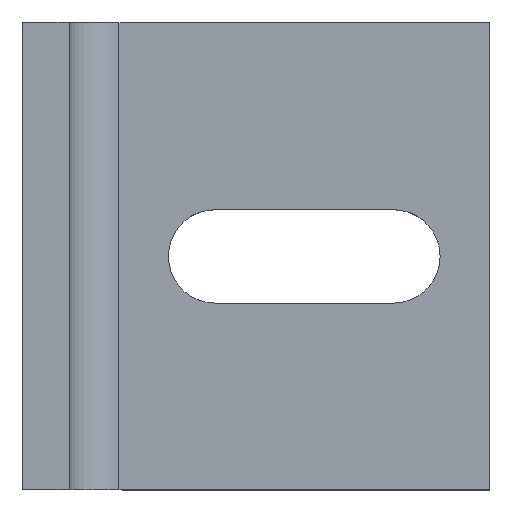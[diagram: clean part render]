
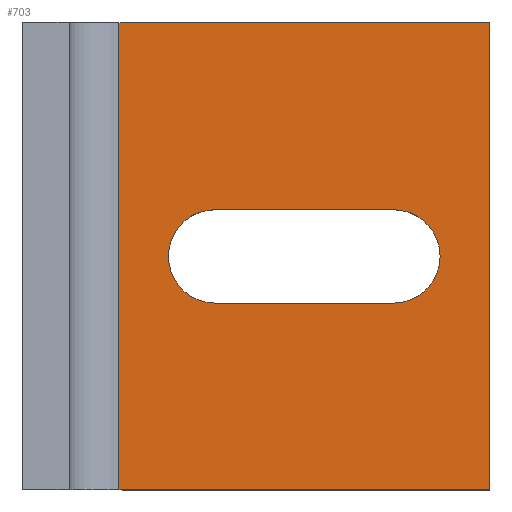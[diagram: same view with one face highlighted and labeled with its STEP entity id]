
A CAD part, top view. The second image highlights one B-rep face of the part: STEP entity #703.
In plain terms, the highlighted planar face has unit normal (0, 0, 1).
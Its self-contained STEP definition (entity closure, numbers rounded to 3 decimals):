
#4 = CARTESIAN_POINT ( 'NONE',  ( 12.375, 3., -32. ) ) ;
#6 = DIRECTION ( 'NONE',  ( 0., 0., 1. ) ) ;
#7 = EDGE_CURVE ( 'NONE', #324, #111, #83, .T. ) ;
#13 = CARTESIAN_POINT ( 'NONE',  ( 12.375, -3., -32. ) ) ;
#44 = CARTESIAN_POINT ( 'NONE',  ( 30., -15., -32. ) ) ;
#46 = DIRECTION ( 'NONE',  ( 1., 0., 0. ) ) ;
#54 = DIRECTION ( 'NONE',  ( 0., 0., 1. ) ) ;
#83 = LINE ( 'NONE', #44, #723 ) ;
#84 = EDGE_CURVE ( 'NONE', #740, #388, #457, .T. ) ;
#102 = CARTESIAN_POINT ( 'NONE',  ( 6.2, -15., -32. ) ) ;
#107 = EDGE_LOOP ( 'NONE', ( #238, #657, #336, #368, #649 ) ) ;
#111 = VERTEX_POINT ( 'NONE', #528 ) ;
#117 = VERTEX_POINT ( 'NONE', #232 ) ;
#123 = DIRECTION ( 'NONE',  ( -1., 0., 0. ) ) ;
#142 = DIRECTION ( 'NONE',  ( 0., 1., 0. ) ) ;
#144 = EDGE_CURVE ( 'NONE', #117, #427, #524, .T. ) ;
#149 = LINE ( 'NONE', #510, #337 ) ;
#162 = ORIENTED_EDGE ( 'NONE', *, *, #144, .T. ) ;
#165 = CARTESIAN_POINT ( 'NONE',  ( 12.375, -3., -32. ) ) ;
#170 = CARTESIAN_POINT ( 'NONE',  ( 26.825, 0., -32. ) ) ;
#182 = EDGE_CURVE ( 'NONE', #388, #444, #618, .T. ) ;
#205 = CIRCLE ( 'NONE', #496, 3. ) ;
#207 = DIRECTION ( 'NONE',  ( 1., 0., 0. ) ) ;
#222 = EDGE_LOOP ( 'NONE', ( #493, #162, #338, #566 ) ) ;
#232 = CARTESIAN_POINT ( 'NONE',  ( 6.2, 15., -32. ) ) ;
#236 = DIRECTION ( 'NONE',  ( 1., 0., 0. ) ) ;
#238 = ORIENTED_EDGE ( 'NONE', *, *, #84, .F. ) ;
#268 = CARTESIAN_POINT ( 'NONE',  ( 23.825, 0., -32. ) ) ;
#294 = CARTESIAN_POINT ( 'NONE',  ( 0., 15., -32. ) ) ;
#298 = VECTOR ( 'NONE', #651, 1000. ) ;
#319 = DIRECTION ( 'NONE',  ( 0., 0., -1. ) ) ;
#324 = VERTEX_POINT ( 'NONE', #735 ) ;
#330 = VERTEX_POINT ( 'NONE', #552 ) ;
#335 = VECTOR ( 'NONE', #46, 1000. ) ;
#336 = ORIENTED_EDGE ( 'NONE', *, *, #535, .F. ) ;
#337 = VECTOR ( 'NONE', #207, 1000. ) ;
#338 = ORIENTED_EDGE ( 'NONE', *, *, #679, .T. ) ;
#342 = DIRECTION ( 'NONE',  ( 0., 1., 0. ) ) ;
#350 = CARTESIAN_POINT ( 'NONE',  ( 23.825, 0., -32. ) ) ;
#368 = ORIENTED_EDGE ( 'NONE', *, *, #642, .F. ) ;
#370 = PLANE ( 'NONE',  #382 ) ;
#378 = DIRECTION ( 'NONE',  ( 1., 0., 0. ) ) ;
#382 = AXIS2_PLACEMENT_3D ( 'NONE', #451, #319, #142 ) ;
#388 = VERTEX_POINT ( 'NONE', #782 ) ;
#427 = VERTEX_POINT ( 'NONE', #102 ) ;
#431 = CARTESIAN_POINT ( 'NONE',  ( 23.825, 3., -32. ) ) ;
#444 = VERTEX_POINT ( 'NONE', #170 ) ;
#451 = CARTESIAN_POINT ( 'NONE',  ( 0., -15., -32. ) ) ;
#457 = LINE ( 'NONE', #165, #298 ) ;
#467 = LINE ( 'NONE', #4, #608 ) ;
#487 = EDGE_CURVE ( 'NONE', #117, #111, #767, .T. ) ;
#493 = ORIENTED_EDGE ( 'NONE', *, *, #487, .F. ) ;
#496 = AXIS2_PLACEMENT_3D ( 'NONE', #514, #629, #687 ) ;
#510 = CARTESIAN_POINT ( 'NONE',  ( 0., -15., -32. ) ) ;
#514 = CARTESIAN_POINT ( 'NONE',  ( 12.375, 0., -32. ) ) ;
#524 = LINE ( 'NONE', #763, #719 ) ;
#528 = CARTESIAN_POINT ( 'NONE',  ( 30., 15., -32. ) ) ;
#529 = VERTEX_POINT ( 'NONE', #431 ) ;
#534 = AXIS2_PLACEMENT_3D ( 'NONE', #268, #6, #378 ) ;
#535 = EDGE_CURVE ( 'NONE', #529, #330, #467, .T. ) ;
#552 = CARTESIAN_POINT ( 'NONE',  ( 12.375, 3., -32. ) ) ;
#566 = ORIENTED_EDGE ( 'NONE', *, *, #7, .T. ) ;
#608 = VECTOR ( 'NONE', #123, 1000. ) ;
#618 = CIRCLE ( 'NONE', #664, 3. ) ;
#629 = DIRECTION ( 'NONE',  ( 0., 0., 1. ) ) ;
#642 = EDGE_CURVE ( 'NONE', #444, #529, #769, .T. ) ;
#649 = ORIENTED_EDGE ( 'NONE', *, *, #182, .F. ) ;
#651 = DIRECTION ( 'NONE',  ( 1., 0., 0. ) ) ;
#657 = ORIENTED_EDGE ( 'NONE', *, *, #688, .F. ) ;
#664 = AXIS2_PLACEMENT_3D ( 'NONE', #350, #54, #236 ) ;
#679 = EDGE_CURVE ( 'NONE', #427, #324, #149, .T. ) ;
#687 = DIRECTION ( 'NONE',  ( 1., 0., 0. ) ) ;
#688 = EDGE_CURVE ( 'NONE', #330, #740, #205, .T. ) ;
#700 = FACE_BOUND ( 'NONE', #107, .T. ) ;
#703 = ADVANCED_FACE ( 'NONE', ( #700, #741 ), #370, .F. ) ;
#704 = DIRECTION ( 'NONE',  ( 0., -1., 0. ) ) ;
#719 = VECTOR ( 'NONE', #704, 1000. ) ;
#723 = VECTOR ( 'NONE', #342, 1000. ) ;
#735 = CARTESIAN_POINT ( 'NONE',  ( 30., -15., -32. ) ) ;
#740 = VERTEX_POINT ( 'NONE', #13 ) ;
#741 = FACE_OUTER_BOUND ( 'NONE', #222, .T. ) ;
#763 = CARTESIAN_POINT ( 'NONE',  ( 6.2, -15., -32. ) ) ;
#767 = LINE ( 'NONE', #294, #335 ) ;
#769 = CIRCLE ( 'NONE', #534, 3. ) ;
#782 = CARTESIAN_POINT ( 'NONE',  ( 23.825, -3., -32. ) ) ;
